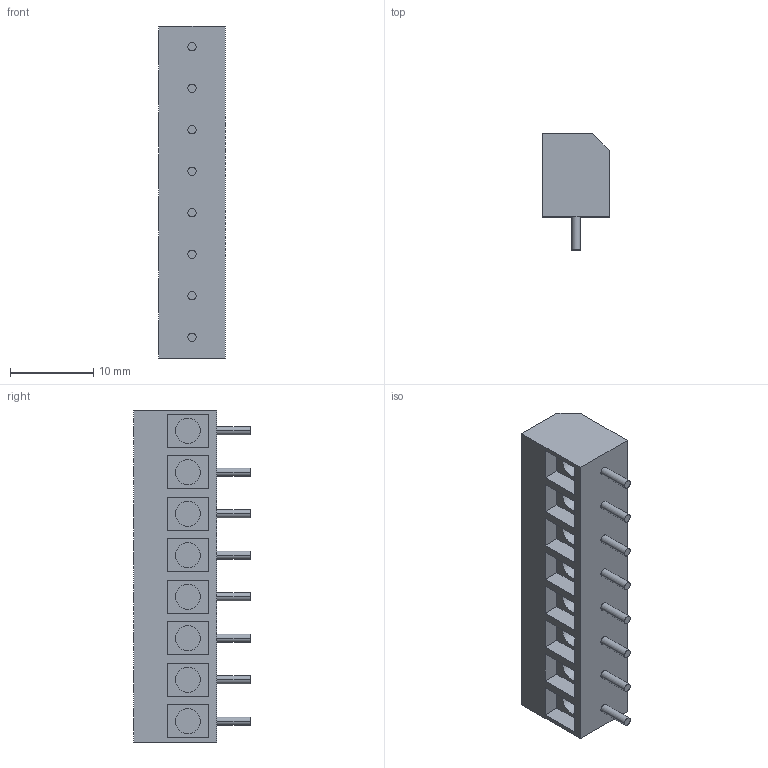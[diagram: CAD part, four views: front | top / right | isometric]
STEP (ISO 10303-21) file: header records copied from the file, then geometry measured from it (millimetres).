
FILE_DESCRIPTION (( 'STEP AP214' ), '1' );
FILE_NAME ('Bornera de 8 pines blue.STEP', '2019-10-09T00:00:13', ( '' ), ( '' ), 'SwSTEP 2.0', 'SolidWorks 2016', '' );
FILE_SCHEMA (( 'AUTOMOTIVE_DESIGN' ));
Length unit declared in the file: millimetre
Products named in the file (1): Bornera de 8 pines blue
Bounding box: 8 x 14 x 40 mm (x, y, z)
Volume: 2500.7 mm3; surface area: 2406.8 mm2
Topology: 1 solids, 1 shells, 159 faces, 351 edges, 234 vertices
Faces by surface type: plane 111, cylinder 48
Entity records: 6164 total; most frequent: DIRECTION 767, CARTESIAN_POINT 745, ORIENTED_EDGE 702, EDGE_CURVE 351, AXIS2_PLACEMENT_3D 256, VECTOR 255, LINE 255, VERTEX_POINT 234
